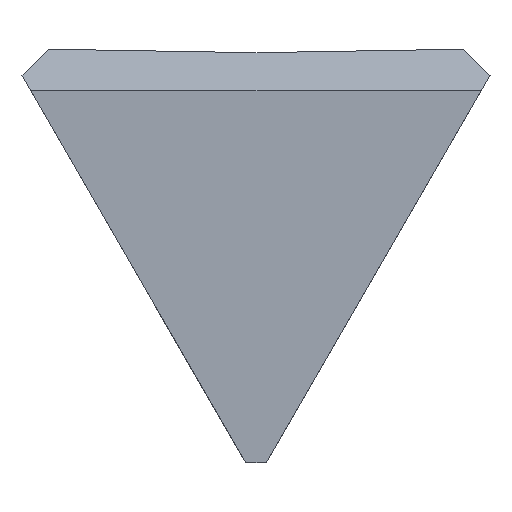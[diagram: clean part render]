
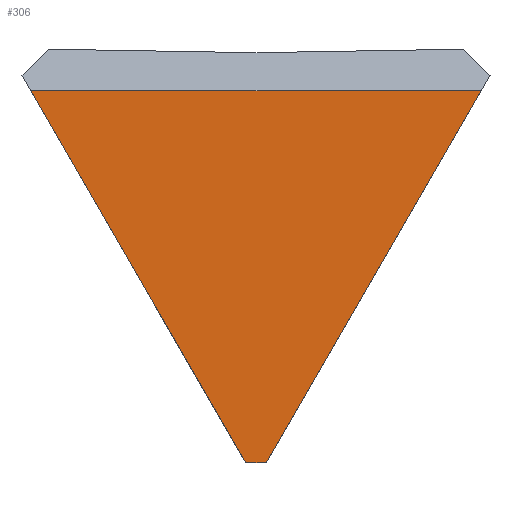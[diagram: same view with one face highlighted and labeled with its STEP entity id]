
A CAD part, left-side view. The second image highlights one B-rep face of the part: STEP entity #306.
In plain terms, the highlighted planar face has unit normal (-1, 0, 0).
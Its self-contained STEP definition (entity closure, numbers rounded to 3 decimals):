
#143 = CARTESIAN_POINT ( 'NONE',  ( -10., 0., -5.217 ) ) ;
#144 = DIRECTION ( 'NONE',  ( -1., 0., 0. ) ) ;
#145 = AXIS2_PLACEMENT_3D ( 'NONE', #143, #144, #158 ) ;
#155 = FACE_OUTER_BOUND ( 'NONE', #318, .T. ) ;
#158 = DIRECTION ( 'NONE',  ( 0., 0., 1. ) ) ;
#159 = PLANE ( 'NONE',  #145 ) ;
#213 = VERTEX_POINT ( 'NONE', #430 ) ;
#234 = VERTEX_POINT ( 'NONE', #449 ) ;
#239 = EDGE_CURVE ( 'NONE', #249, #213, #433, .T. ) ;
#243 = EDGE_CURVE ( 'NONE', #251, #234, #602, .T. ) ;
#249 = VERTEX_POINT ( 'NONE', #625 ) ;
#251 = VERTEX_POINT ( 'NONE', #558 ) ;
#285 = EDGE_CURVE ( 'NONE', #234, #249, #540, .T. ) ;
#293 = ORIENTED_EDGE ( 'NONE', *, *, #243, .F. ) ;
#304 = EDGE_CURVE ( 'NONE', #251, #213, #616, .T. ) ;
#306 = ADVANCED_FACE ( 'NONE', ( #155 ), #159, .T. ) ;
#317 = ORIENTED_EDGE ( 'NONE', *, *, #285, .F. ) ;
#318 = EDGE_LOOP ( 'NONE', ( #293, #323, #322, #317 ) ) ;
#322 = ORIENTED_EDGE ( 'NONE', *, *, #239, .F. ) ;
#323 = ORIENTED_EDGE ( 'NONE', *, *, #304, .T. ) ;
#430 = CARTESIAN_POINT ( 'NONE',  ( -10., 2.723, -0.5 ) ) ;
#432 = CARTESIAN_POINT ( 'NONE',  ( -10., 0.125, -5. ) ) ;
#433 = LINE ( 'NONE', #432, #447 ) ;
#446 = DIRECTION ( 'NONE',  ( 0., 0.5, 0.866 ) ) ;
#447 = VECTOR ( 'NONE', #446, 1000. ) ;
#449 = CARTESIAN_POINT ( 'NONE',  ( -10., -0.125, -5. ) ) ;
#540 = LINE ( 'NONE', #553, #554 ) ;
#553 = CARTESIAN_POINT ( 'NONE',  ( -10., 0.125, -5. ) ) ;
#554 = VECTOR ( 'NONE', #562, 1000. ) ;
#558 = CARTESIAN_POINT ( 'NONE',  ( -10., -2.723, -0.5 ) ) ;
#561 = DIRECTION ( 'NONE',  ( 0., 0.5, -0.866 ) ) ;
#562 = DIRECTION ( 'NONE',  ( 0., 1., 0. ) ) ;
#582 = VECTOR ( 'NONE', #561, 1000. ) ;
#602 = LINE ( 'NONE', #626, #582 ) ;
#613 = DIRECTION ( 'NONE',  ( 0., 1., 0. ) ) ;
#614 = VECTOR ( 'NONE', #613, 1000. ) ;
#615 = CARTESIAN_POINT ( 'NONE',  ( -10., 3.012, -0.5 ) ) ;
#616 = LINE ( 'NONE', #615, #614 ) ;
#625 = CARTESIAN_POINT ( 'NONE',  ( -10., 0.125, -5. ) ) ;
#626 = CARTESIAN_POINT ( 'NONE',  ( -10., -3.012, 0. ) ) ;
